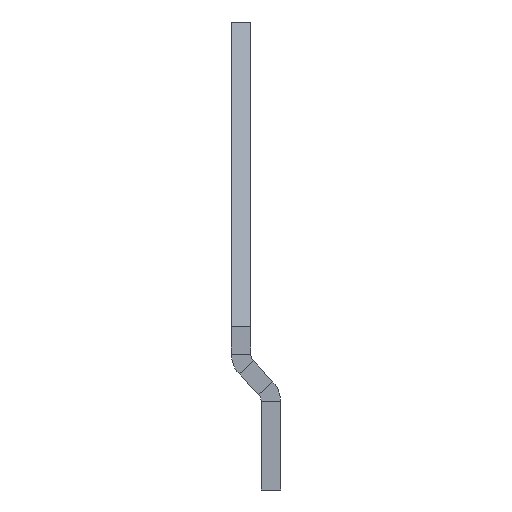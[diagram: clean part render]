
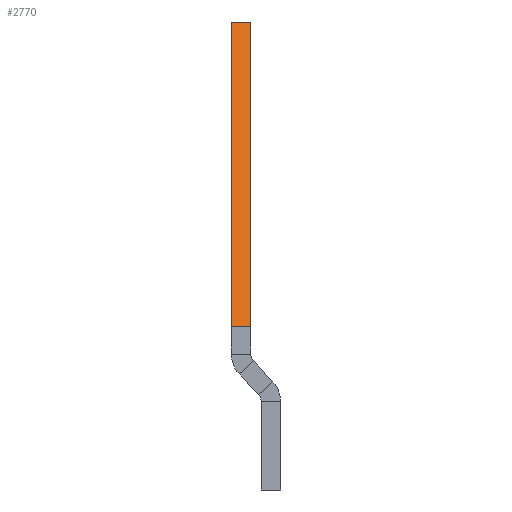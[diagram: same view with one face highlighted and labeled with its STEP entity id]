
A CAD part, front view. The second image highlights one B-rep face of the part: STEP entity #2770.
In plain terms, the highlighted planar face has unit normal (0, -0.94, 0.342).
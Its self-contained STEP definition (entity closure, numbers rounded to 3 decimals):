
#2757=AXIS2_PLACEMENT_3D('Plane Axis2P3D',#2754,#2755,#2756) ;
#138=CARTESIAN_POINT('Vertex',(2.,11.501,48.6)) ;
#141=CARTESIAN_POINT('Line Origine',(2.,5.751,32.8)) ;
#145=CARTESIAN_POINT('Vertex',(2.,0.,17.)) ;
#1463=CARTESIAN_POINT('Vertex',(0.,0.,17.)) ;
#1466=CARTESIAN_POINT('Line Origine',(0.,5.751,32.8)) ;
#1470=CARTESIAN_POINT('Vertex',(0.,11.501,48.6)) ;
#2742=CARTESIAN_POINT('Line Origine',(1.,11.501,48.6)) ;
#2754=CARTESIAN_POINT('Axis2P3D Location',(2.,5.751,32.8)) ;
#2759=CARTESIAN_POINT('Line Origine',(1.,0.,17.)) ;
#142=DIRECTION('Vector Direction',(0.,-0.342,-0.94)) ;
#1467=DIRECTION('Vector Direction',(0.,-0.342,-0.94)) ;
#2743=DIRECTION('Vector Direction',(-1.,0.,0.)) ;
#2755=DIRECTION('Axis2P3D Direction',(0.,0.94,-0.342)) ;
#2756=DIRECTION('Axis2P3D XDirection',(0.,-0.342,-0.94)) ;
#2760=DIRECTION('Vector Direction',(-1.,0.,0.)) ;
#143=VECTOR('Line Direction',#142,1.) ;
#1468=VECTOR('Line Direction',#1467,1.) ;
#2744=VECTOR('Line Direction',#2743,1.) ;
#2761=VECTOR('Line Direction',#2760,1.) ;
#2765=ORIENTED_EDGE('',*,*,#2746,.T.) ;
#2766=ORIENTED_EDGE('',*,*,#1472,.T.) ;
#2767=ORIENTED_EDGE('',*,*,#2763,.F.) ;
#2768=ORIENTED_EDGE('',*,*,#147,.F.) ;
#2770=ADVANCED_FACE('Hauptkoerper',(#2769),#2758,.F.) ;
#147=EDGE_CURVE('',#139,#146,#144,.T.) ;
#1472=EDGE_CURVE('',#1471,#1464,#1469,.T.) ;
#2746=EDGE_CURVE('',#139,#1471,#2745,.T.) ;
#2763=EDGE_CURVE('',#146,#1464,#2762,.T.) ;
#2764=EDGE_LOOP('',(#2765,#2766,#2767,#2768)) ;
#2769=FACE_OUTER_BOUND('',#2764,.T.) ;
#144=LINE('Line',#141,#143) ;
#1469=LINE('Line',#1466,#1468) ;
#2745=LINE('Line',#2742,#2744) ;
#2762=LINE('Line',#2759,#2761) ;
#2758=PLANE('',#2757) ;
#139=VERTEX_POINT('',#138) ;
#146=VERTEX_POINT('',#145) ;
#1464=VERTEX_POINT('',#1463) ;
#1471=VERTEX_POINT('',#1470) ;
